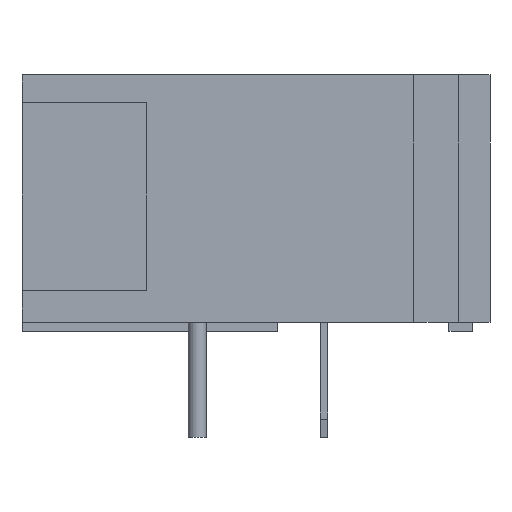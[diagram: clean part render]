
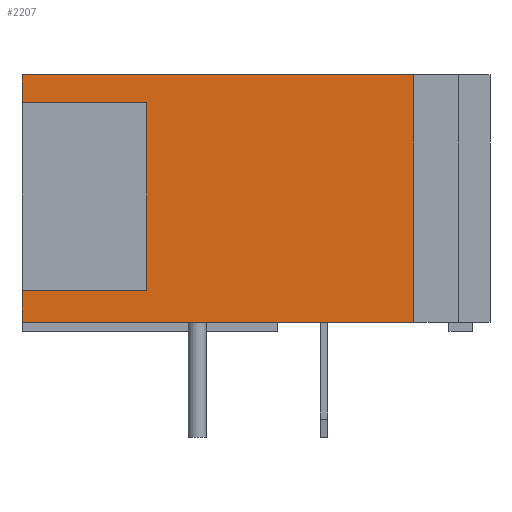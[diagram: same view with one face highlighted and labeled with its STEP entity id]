
A CAD part, front view. The second image highlights one B-rep face of the part: STEP entity #2207.
In plain terms, the highlighted planar face has unit normal (0, -1, 0).
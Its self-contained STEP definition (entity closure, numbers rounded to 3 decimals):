
#374 = DIRECTION ( 'NONE',  ( 1., 0., 0. ) ) ;
#620 = CARTESIAN_POINT ( 'NONE',  ( -3.622, -6.5, 5.991 ) ) ;
#630 = VERTEX_POINT ( 'NONE', #6240 ) ;
#675 = CARTESIAN_POINT ( 'NONE',  ( 7.75, -6.5, 8.5 ) ) ;
#740 = EDGE_CURVE ( 'NONE', #1814, #6486, #12418, .T. ) ;
#823 = CARTESIAN_POINT ( 'NONE',  ( -7.75, -6.5, 7.582 ) ) ;
#896 = LINE ( 'NONE', #7877, #7337 ) ;
#1617 = CARTESIAN_POINT ( 'NONE',  ( 5.226, -6.5, 6.45 ) ) ;
#1724 = ORIENTED_EDGE ( 'NONE', *, *, #1752, .T. ) ;
#1752 = EDGE_CURVE ( 'NONE', #7151, #5233, #10755, .T. ) ;
#1814 = VERTEX_POINT ( 'NONE', #823 ) ;
#2207 = ADVANCED_FACE ( 'NONE', ( #5393 ), #11444, .T. ) ;
#2305 = VECTOR ( 'NONE', #374, 1000. ) ;
#2335 = VECTOR ( 'NONE', #11734, 1000. ) ;
#2382 = VERTEX_POINT ( 'NONE', #8668 ) ;
#2802 = VECTOR ( 'NONE', #3410, 1000. ) ;
#2949 = ORIENTED_EDGE ( 'NONE', *, *, #12536, .T. ) ;
#3224 = VECTOR ( 'NONE', #8647, 1000. ) ;
#3280 = CARTESIAN_POINT ( 'NONE',  ( 5.226, -6.5, 0.3 ) ) ;
#3410 = DIRECTION ( 'NONE',  ( 1., 0., 0. ) ) ;
#3411 = VERTEX_POINT ( 'NONE', #3561 ) ;
#3415 = EDGE_LOOP ( 'NONE', ( #11204, #9914, #6741, #1724, #2949, #4182, #5367, #12242 ) ) ;
#3534 = CARTESIAN_POINT ( 'NONE',  ( 5.226, -6.5, 8.5 ) ) ;
#3561 = CARTESIAN_POINT ( 'NONE',  ( -7.75, -6.5, 8.5 ) ) ;
#4182 = ORIENTED_EDGE ( 'NONE', *, *, #9448, .T. ) ;
#4208 = DIRECTION ( 'NONE',  ( 0., -1., 0. ) ) ;
#4391 = DIRECTION ( 'NONE',  ( 0., 0., -1. ) ) ;
#4687 = DIRECTION ( 'NONE',  ( -1., 0., 0. ) ) ;
#4841 = DIRECTION ( 'NONE',  ( -1., 0., 0. ) ) ;
#5124 = LINE ( 'NONE', #12027, #7633 ) ;
#5233 = VERTEX_POINT ( 'NONE', #3534 ) ;
#5367 = ORIENTED_EDGE ( 'NONE', *, *, #740, .T. ) ;
#5393 = FACE_OUTER_BOUND ( 'NONE', #3415, .T. ) ;
#5626 = LINE ( 'NONE', #620, #2335 ) ;
#6240 = CARTESIAN_POINT ( 'NONE',  ( -7.75, -6.5, 1.359 ) ) ;
#6486 = VERTEX_POINT ( 'NONE', #8445 ) ;
#6741 = ORIENTED_EDGE ( 'NONE', *, *, #7987, .T. ) ;
#7151 = VERTEX_POINT ( 'NONE', #3280 ) ;
#7337 = VECTOR ( 'NONE', #4841, 1000. ) ;
#7341 = LINE ( 'NONE', #9261, #2305 ) ;
#7584 = LINE ( 'NONE', #11538, #7787 ) ;
#7633 = VECTOR ( 'NONE', #10982, 1000. ) ;
#7787 = VECTOR ( 'NONE', #12706, 1000. ) ;
#7789 = EDGE_CURVE ( 'NONE', #630, #2382, #5124, .T. ) ;
#7877 = CARTESIAN_POINT ( 'NONE',  ( -1.811, -6.5, 1.359 ) ) ;
#7987 = EDGE_CURVE ( 'NONE', #2382, #7151, #7341, .T. ) ;
#8121 = EDGE_CURVE ( 'NONE', #9470, #630, #896, .T. ) ;
#8344 = CARTESIAN_POINT ( 'NONE',  ( 0., -6.5, 4.4 ) ) ;
#8445 = CARTESIAN_POINT ( 'NONE',  ( -3.622, -6.5, 7.582 ) ) ;
#8647 = DIRECTION ( 'NONE',  ( 0., 0., 1. ) ) ;
#8668 = CARTESIAN_POINT ( 'NONE',  ( -7.75, -6.5, 0.3 ) ) ;
#8902 = LINE ( 'NONE', #675, #9063 ) ;
#9038 = AXIS2_PLACEMENT_3D ( 'NONE', #8344, #4208, #4391 ) ;
#9063 = VECTOR ( 'NONE', #4687, 1000. ) ;
#9162 = EDGE_CURVE ( 'NONE', #6486, #9470, #5626, .T. ) ;
#9261 = CARTESIAN_POINT ( 'NONE',  ( -7.75, -6.5, 0.3 ) ) ;
#9448 = EDGE_CURVE ( 'NONE', #3411, #1814, #7584, .T. ) ;
#9470 = VERTEX_POINT ( 'NONE', #11721 ) ;
#9914 = ORIENTED_EDGE ( 'NONE', *, *, #7789, .T. ) ;
#10755 = LINE ( 'NONE', #1617, #3224 ) ;
#10982 = DIRECTION ( 'NONE',  ( 0., 0., -1. ) ) ;
#11204 = ORIENTED_EDGE ( 'NONE', *, *, #8121, .T. ) ;
#11444 = PLANE ( 'NONE',  #9038 ) ;
#11538 = CARTESIAN_POINT ( 'NONE',  ( -7.75, -6.5, 8.5 ) ) ;
#11570 = CARTESIAN_POINT ( 'NONE',  ( -6.034, -6.5, 7.582 ) ) ;
#11721 = CARTESIAN_POINT ( 'NONE',  ( -3.622, -6.5, 1.359 ) ) ;
#11734 = DIRECTION ( 'NONE',  ( 0., 0., -1. ) ) ;
#12027 = CARTESIAN_POINT ( 'NONE',  ( -7.75, -6.5, 8.5 ) ) ;
#12242 = ORIENTED_EDGE ( 'NONE', *, *, #9162, .T. ) ;
#12418 = LINE ( 'NONE', #11570, #2802 ) ;
#12536 = EDGE_CURVE ( 'NONE', #5233, #3411, #8902, .T. ) ;
#12706 = DIRECTION ( 'NONE',  ( 0., 0., -1. ) ) ;
